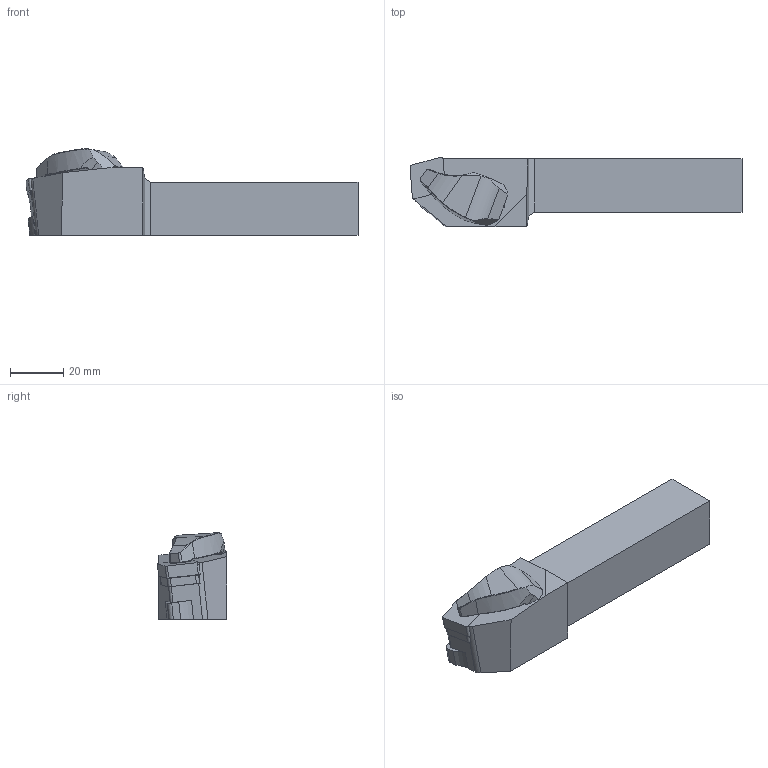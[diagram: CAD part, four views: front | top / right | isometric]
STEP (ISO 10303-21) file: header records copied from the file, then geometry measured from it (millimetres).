
FILE_DESCRIPTION(/* description */ (''),/* implementation_level */ '2;1');
FILE_NAME(/* name */ 'TCBNL-2020-K12-H.stp',/* time_stamp */ '2023-10-10T13:54:56+03:00',/* author */ (''),/* organization */ (''),/* preprocessor_version */ 'ST-DEVELOPER v19.4',/* originating_system */ 'SIEMENS PLM Software NX2306.3001',/* authorisation */ '');
FILE_SCHEMA (('AUTOMOTIVE_DESIGN { 1 0 10303 214 3 1 1 1 }'));
Length unit declared in the file: millimetre
Products named in the file (1): TCBNL-2020-K12-H
Bounding box: 124.95 x 26.11 x 32.64 mm (x, y, z)
Volume: 58495.2 mm3; surface area: 13047.2 mm2
Topology: 2 solids, 5 shells, 126 faces, 320 edges, 205 vertices
Faces by surface type: plane 63, cylinder 25, bspline 18, cone 17, extrusion 2, torus 1
Entity records: 4821 total; most frequent: CARTESIAN_POINT 1278, ORIENTED_EDGE 634, DIRECTION 513, EDGE_CURVE 317, VERTEX_POINT 204, AXIS2_PLACEMENT_3D 177, VECTOR 159, LINE 157
